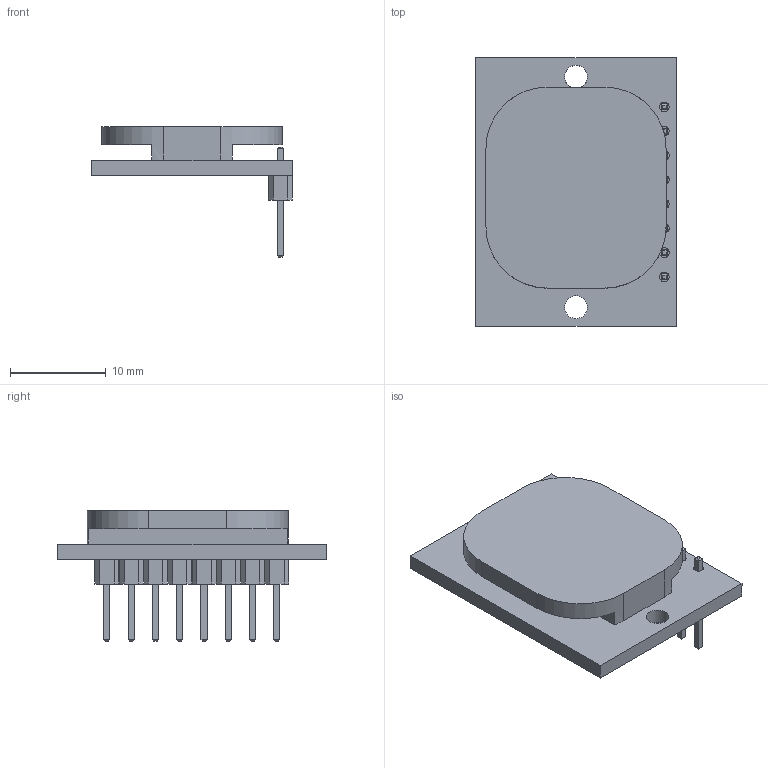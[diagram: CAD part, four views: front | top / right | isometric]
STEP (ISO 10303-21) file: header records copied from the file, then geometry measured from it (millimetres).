
FILE_DESCRIPTION(/* description */ (''),/* implementation_level */ '2;1');
FILE_NAME(/* name */ 'PMW3389_module.step',/* time_stamp */ '2026-01-05T17:10:02-05:00',/* author */ (''),/* organization */ (''),/* preprocessor_version */ 'ST-DEVELOPER v20.1',/* originating_system */ 'Autodesk Translation Framework v14.21.0.0',/* authorisation */ '');
FILE_SCHEMA (('AUTOMOTIVE_DESIGN { 1 0 10303 214 3 1 1 }'));
Length unit declared in the file: millimetre
Products named in the file (2): 2026-01-05-17-10-02-139; 2026-01-05-17-10-02-138
Assembly tree (1 placements, depth 2):
  2026-01-05-17-10-02-139
    2026-01-05-17-10-02-138
Bounding box: 21 x 28.1 x 13.68 mm (x, y, z)
Volume: 2032.4 mm3; surface area: 2415.1 mm2
Topology: 9 solids, 9 shells, 254 faces, 594 edges, 374 vertices
Faces by surface type: plane 240, cylinder 14
Full cylindrical faces by diameter (mm): 1 x8, 2.4 x2
Entity records: 7136 total; most frequent: CARTESIAN_POINT 1225, ORIENTED_EDGE 1188, DIRECTION 1142, EDGE_CURVE 594, LINE 560, VECTOR 560, VERTEX_POINT 374, AXIS2_PLACEMENT_3D 291
